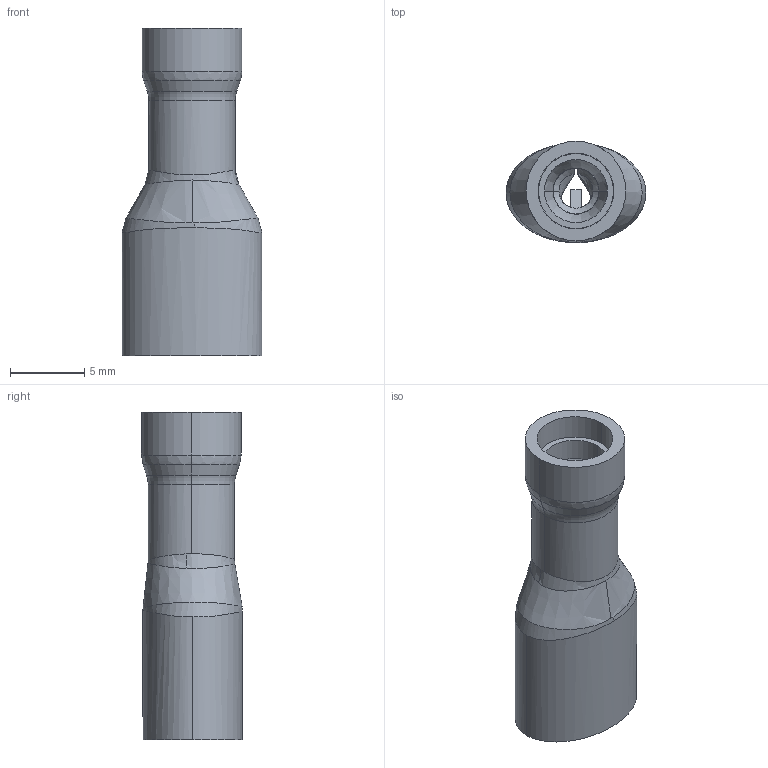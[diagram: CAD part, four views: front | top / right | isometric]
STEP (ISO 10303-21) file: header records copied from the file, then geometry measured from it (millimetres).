
FILE_DESCRIPTION (( 'STEP AP203' ), '1' );
FILE_NAME ('00291.STEP', '2024-09-04T15:36:04', ( '' ), ( '' ), 'SwSTEP 2.0', 'SolidWorks 2022', '' );
FILE_SCHEMA (( 'CONFIG_CONTROL_DESIGN' ));
Length unit declared in the file: millimetre
Products named in the file (1): 00291
Bounding box: 9.4 x 6.79 x 22.05 mm (x, y, z)
Volume: 432.7 mm3; surface area: 1442.4 mm2
Topology: 1 solids, 1 shells, 123 faces, 378 edges, 264 vertices
Faces by surface type: plane 47, cylinder 40, bspline 21, cone 11, torus 4
Entity records: 6162 total; most frequent: CARTESIAN_POINT 2979, ORIENTED_EDGE 730, DIRECTION 545, EDGE_CURVE 365, VERTEX_POINT 239, AXIS2_PLACEMENT_3D 192, LINE 161, VECTOR 161
